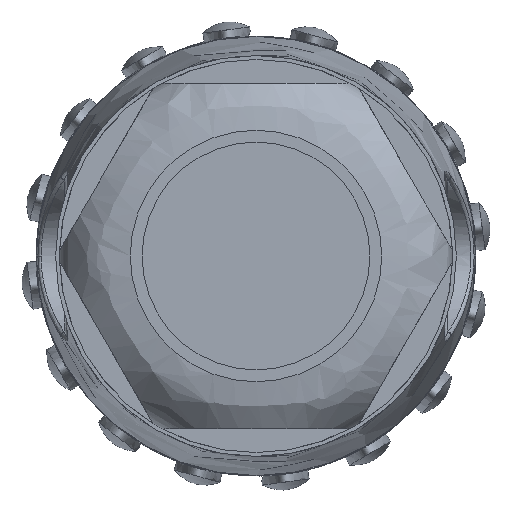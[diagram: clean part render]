
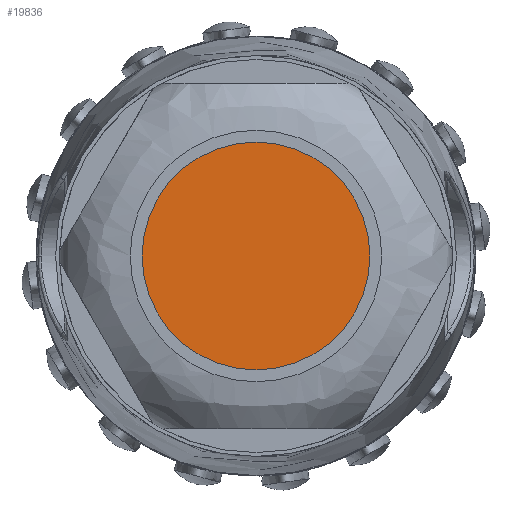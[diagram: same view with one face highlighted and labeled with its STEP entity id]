
A CAD part, left-side view. The second image highlights one B-rep face of the part: STEP entity #19836.
In plain terms, the highlighted planar face has unit normal (-1, 0, 0).
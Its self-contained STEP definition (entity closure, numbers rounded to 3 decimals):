
#17413=FACE_OUTER_BOUND('',#22113,.T.);
#18841=PLANE('',#39378);
#19836=ADVANCED_FACE('',(#17413),#18841,.T.);
#22113=EDGE_LOOP('',(#23914));
#23914=ORIENTED_EDGE('',*,*,#34620,.T.);
#31941=VERTEX_POINT('',#48522);
#34620=EDGE_CURVE('',#31941,#31941,#38634,.T.);
#38634=CIRCLE('',#39377,7.25);
#39377=AXIS2_PLACEMENT_3D('',#48521,#41515,#41516);
#39378=AXIS2_PLACEMENT_3D('',#48523,#41517,#41518);
#41515=DIRECTION('',(-1.,0.,0.));
#41516=DIRECTION('',(0.,0.,1.));
#41517=DIRECTION('',(-1.,0.,0.));
#41518=DIRECTION('',(0.,1.,0.));
#48521=CARTESIAN_POINT('',(-12.2,0.,0.));
#48522=CARTESIAN_POINT('',(-12.2,0.,7.25));
#48523=CARTESIAN_POINT('',(-12.2,-9.35,9.35));
